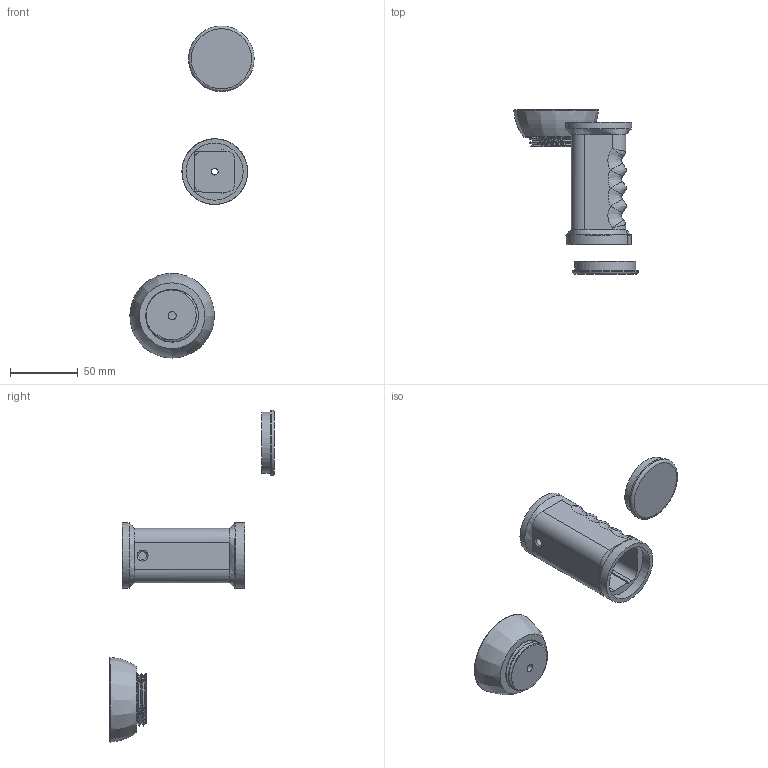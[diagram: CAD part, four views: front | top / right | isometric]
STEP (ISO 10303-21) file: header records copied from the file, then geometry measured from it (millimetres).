
FILE_DESCRIPTION(/* description */ (''),/* implementation_level */ '2;1');
FILE_NAME(/* name */ 'Torch.step',/* time_stamp */ '2018-11-30T00:10:41-05:00',/* author */ ('olivia.gwynn'),/* organization */ (''),/* preprocessor_version */ 'ST-DEVELOPER v16.13',/* originating_system */ 'Autodesk Translation Framework v6.5.0.72',/* authorisation */ '');
FILE_SCHEMA (('AUTOMOTIVE_DESIGN { 1 0 10303 214 3 1 1 }'));
Length unit declared in the file: millimetre
Products named in the file (5): Bottom; dome; Component3; Component4; Component5
Assembly tree (4 placements, depth 2):
  Bottom
    dome
    Component3
    Component4
    Component5
Bounding box: 91.49 x 121.28 x 244.25 mm (x, y, z)
Volume: 129823.6 mm3; surface area: 56797.9 mm2
Topology: 5 solids, 5 shells, 117 faces, 311 edges, 197 vertices
Faces by surface type: plane 38, cylinder 37, bspline 36, torus 6
Full cylindrical faces by diameter (mm): 5 x1, 6 x3, 35.33 x4, 37.002 x1, 38.764 x2, 42.002 x1, 44.764 x1, 48.284 x2
Entity records: 8128 total; most frequent: CARTESIAN_POINT 5402, ORIENTED_EDGE 590, DIRECTION 455, EDGE_CURVE 295, VERTEX_POINT 197, AXIS2_PLACEMENT_3D 180, EDGE_LOOP 130, FACE_OUTER_BOUND 117
